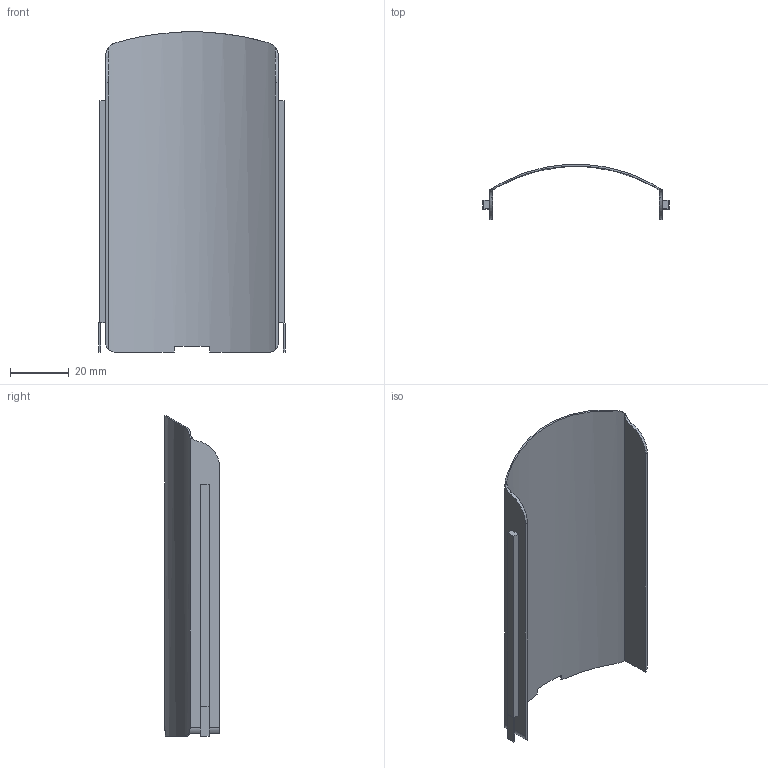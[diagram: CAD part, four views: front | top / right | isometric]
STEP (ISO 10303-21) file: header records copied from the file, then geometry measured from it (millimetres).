
FILE_DESCRIPTION(/* description */ (''),/* implementation_level */ '2;1');
FILE_NAME(/* name */ 'Tapa electronica_V2.1 - con soporte.stp',/* time_stamp */ '2014-10-13T12:03:53+02:00',/* author */ ('Startic'),/* organization */ (''),/* preprocessor_version */ 'ST-DEVELOPER v15.6',/* originating_system */ 'Autodesk Inventor LT ',/* authorisation */ '');
FILE_SCHEMA (('AUTOMOTIVE_DESIGN { 1 0 10303 214 3 1 1 }'));
Length unit declared in the file: millimetre
Products named in the file (1): Tapa electronica_V2.1 - con soporte
Bounding box: 63.6 x 18.73 x 109.44 mm (x, y, z)
Volume: 6875.6 mm3; surface area: 18175.4 mm2
Topology: 2 solids, 2 shells, 44 faces, 112 edges, 74 vertices
Faces by surface type: plane 33, cylinder 11
Entity records: 1429 total; most frequent: CARTESIAN_POINT 343, ORIENTED_EDGE 224, DIRECTION 208, EDGE_CURVE 112, LINE 82, VECTOR 82, VERTEX_POINT 74, AXIS2_PLACEMENT_3D 63
